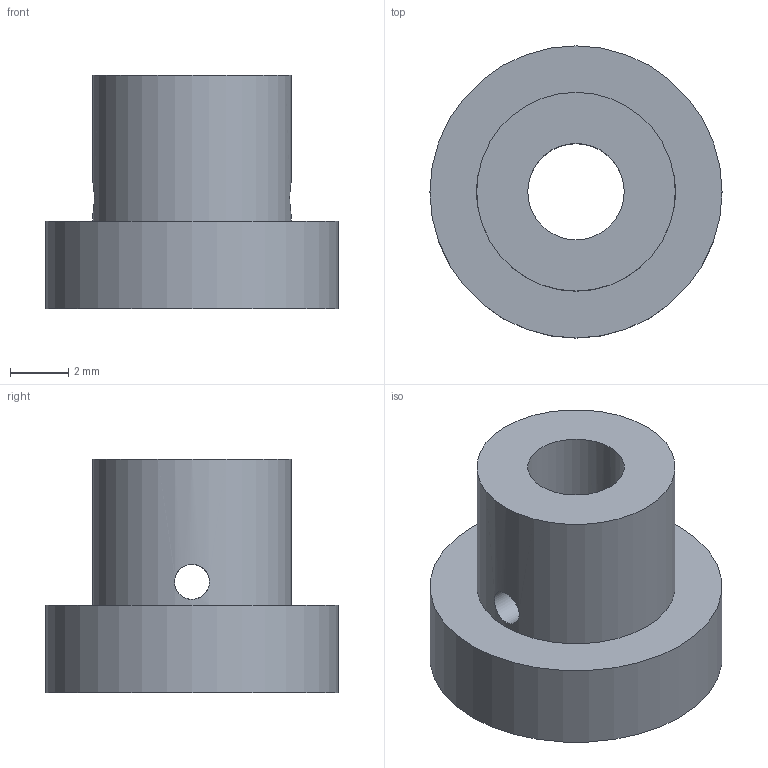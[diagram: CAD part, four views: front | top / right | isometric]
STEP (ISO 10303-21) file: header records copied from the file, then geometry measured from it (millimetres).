
FILE_DESCRIPTION(/* description */ ('STEP AP242','CAx-IF Rec.Pracs.---Representation and Presentation of Product Manufacturing Information (PMI)---4.0---2014-10-13','CAx-IF Rec.Pracs.---3D Tessellated Geometry---0.4---2014-09-14','2;1'),/* implementation_level */ '2;1');
FILE_NAME(/* name */ '68a747f2c3958b01962f219f',/* time_stamp */ '2025-08-21T16:23:15Z',/* author */ (''),/* organization */ (''),/* preprocessor_version */ 'ST-DEVELOPER v20',/* originating_system */ 'ONSHAPE BY PTC INC, 1.202',/* authorisation */ ' ');
FILE_SCHEMA (('AP242_MANAGED_MODEL_BASED_3D_ENGINEERING_MIM_LF { 1 0 10303 442 1 1 4 }'));
Length unit declared in the file: metre
Products named in the file (1): 02-04-SpringTopPart v2
Bounding box: 10 x 10 x 8 mm (x, y, z)
Volume: 315.7 mm3; surface area: 425.9 mm2
Topology: 1 solids, 1 shells, 9 faces, 25 edges, 17 vertices
Faces by surface type: cylinder 5, plane 3, cone 1
Full cylindrical faces by diameter (mm): 1.2 x2, 3.3 x1, 6.8 x1, 10 x1
Entity records: 266 total; most frequent: CARTESIAN_POINT 72, DIRECTION 34, ORIENTED_EDGE 22, EDGE_LOOP 22, FACE_BOUND 22, AXIS2_PLACEMENT_3D 17, EDGE_CURVE 11, VERTEX_POINT 11
